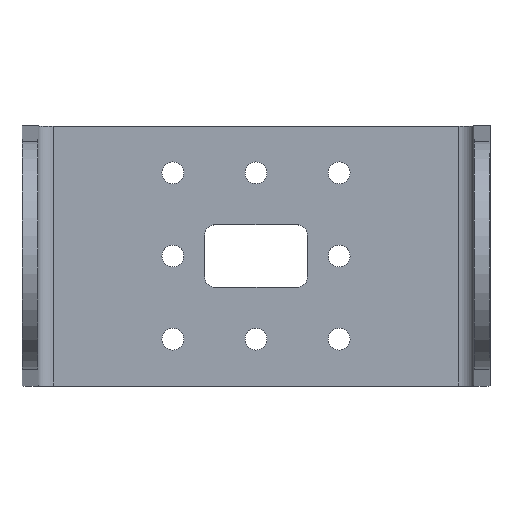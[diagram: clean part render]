
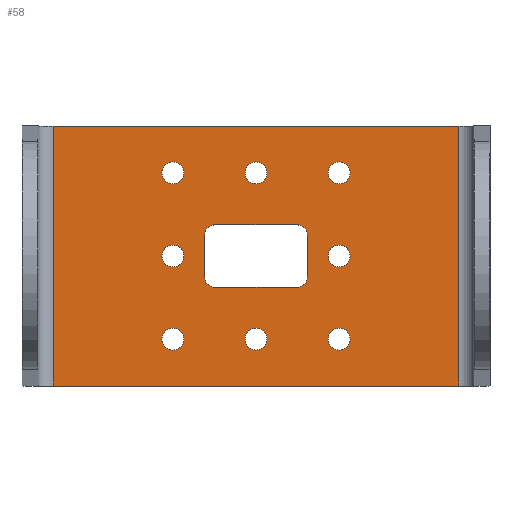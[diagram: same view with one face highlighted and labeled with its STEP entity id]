
A CAD part, top view. The second image highlights one B-rep face of the part: STEP entity #58.
In plain terms, the highlighted planar face has unit normal (0, 0, 1).
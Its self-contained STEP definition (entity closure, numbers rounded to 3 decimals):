
#58=ADVANCED_FACE('',(#778,#780,#782,#784,#786,#788,#790,#792,#794,#796),#798,.T.);
#778=FACE_BOUND('',#779,.T.);
#779=EDGE_LOOP('',(#1506,#1507,#1508,#1509));
#780=FACE_BOUND('',#781,.T.);
#781=EDGE_LOOP('',(#1510,#1511,#1512,#1513,#1514,#1515,#1516,#1517));
#782=FACE_BOUND('',#783,.T.);
#783=EDGE_LOOP('',(#1518));
#784=FACE_BOUND('',#785,.T.);
#785=EDGE_LOOP('',(#1519));
#786=FACE_BOUND('',#787,.T.);
#787=EDGE_LOOP('',(#1520));
#788=FACE_BOUND('',#789,.T.);
#789=EDGE_LOOP('',(#1521));
#790=FACE_BOUND('',#791,.T.);
#791=EDGE_LOOP('',(#1522));
#792=FACE_BOUND('',#793,.T.);
#793=EDGE_LOOP('',(#1523));
#794=FACE_BOUND('',#795,.T.);
#795=EDGE_LOOP('',(#1524));
#796=FACE_BOUND('',#797,.T.);
#797=EDGE_LOOP('',(#1525));
#798=PLANE('',#799);
#799=AXIS2_PLACEMENT_3D('',#800,#801,#802);
#800=CARTESIAN_POINT('',(0.,0.,1.5));
#801=DIRECTION('',(0.,0.,1.));
#802=DIRECTION('',(1.,0.,0.));
#1506=ORIENTED_EDGE('',*,*,#1890,.T.);
#1507=ORIENTED_EDGE('',*,*,#1891,.T.);
#1508=ORIENTED_EDGE('',*,*,#1892,.F.);
#1509=ORIENTED_EDGE('',*,*,#1893,.T.);
#1510=ORIENTED_EDGE('',*,*,#1894,.T.);
#1511=ORIENTED_EDGE('',*,*,#1895,.T.);
#1512=ORIENTED_EDGE('',*,*,#1896,.T.);
#1513=ORIENTED_EDGE('',*,*,#1897,.T.);
#1514=ORIENTED_EDGE('',*,*,#1898,.T.);
#1515=ORIENTED_EDGE('',*,*,#1899,.T.);
#1516=ORIENTED_EDGE('',*,*,#1900,.T.);
#1517=ORIENTED_EDGE('',*,*,#1901,.T.);
#1518=ORIENTED_EDGE('',*,*,#1902,.T.);
#1519=ORIENTED_EDGE('',*,*,#1903,.T.);
#1520=ORIENTED_EDGE('',*,*,#1904,.T.);
#1521=ORIENTED_EDGE('',*,*,#1905,.T.);
#1522=ORIENTED_EDGE('',*,*,#1906,.T.);
#1523=ORIENTED_EDGE('',*,*,#1907,.T.);
#1524=ORIENTED_EDGE('',*,*,#1908,.T.);
#1525=ORIENTED_EDGE('',*,*,#1909,.T.);
#1890=EDGE_CURVE('',#2082,#2083,#2084,.T.);
#1891=EDGE_CURVE('',#2083,#2085,#2086,.T.);
#1892=EDGE_CURVE('',#2087,#2085,#2088,.T.);
#1893=EDGE_CURVE('',#2087,#2082,#2089,.T.);
#1894=EDGE_CURVE('',#2090,#2091,#2092,.F.);
#1895=EDGE_CURVE('',#2091,#2093,#2094,.F.);
#1896=EDGE_CURVE('',#2093,#2095,#2096,.F.);
#1897=EDGE_CURVE('',#2095,#2097,#2098,.F.);
#1898=EDGE_CURVE('',#2097,#2099,#2100,.F.);
#1899=EDGE_CURVE('',#2099,#2101,#2102,.F.);
#1900=EDGE_CURVE('',#2101,#2103,#2104,.F.);
#1901=EDGE_CURVE('',#2103,#2090,#2105,.F.);
#1902=EDGE_CURVE('',#2106,#2106,#2107,.F.);
#1903=EDGE_CURVE('',#2108,#2108,#2109,.F.);
#1904=EDGE_CURVE('',#2110,#2110,#2111,.F.);
#1905=EDGE_CURVE('',#2112,#2112,#2113,.F.);
#1906=EDGE_CURVE('',#2114,#2114,#2115,.F.);
#1907=EDGE_CURVE('',#2116,#2116,#2117,.F.);
#1908=EDGE_CURVE('',#2118,#2118,#2119,.F.);
#1909=EDGE_CURVE('',#2120,#2120,#2121,.F.);
#2082=VERTEX_POINT('',#2414);
#2083=VERTEX_POINT('',#2415);
#2084=LINE('',#2416,#2417);
#2085=VERTEX_POINT('',#2419);
#2086=LINE('',#2420,#2421);
#2087=VERTEX_POINT('',#2423);
#2088=LINE('',#2424,#2425);
#2089=LINE('',#2427,#2428);
#2090=VERTEX_POINT('',#2430);
#2091=VERTEX_POINT('',#2431);
#2092=LINE('',#2432,#2433);
#2093=VERTEX_POINT('',#2435);
#2094=CIRCLE('',#2436,1.);
#2095=VERTEX_POINT('',#2440);
#2096=LINE('',#2441,#2442);
#2097=VERTEX_POINT('',#2444);
#2098=CIRCLE('',#2445,1.);
#2099=VERTEX_POINT('',#2449);
#2100=LINE('',#2450,#2451);
#2101=VERTEX_POINT('',#2453);
#2102=CIRCLE('',#2454,1.);
#2103=VERTEX_POINT('',#2458);
#2104=LINE('',#2459,#2460);
#2105=CIRCLE('',#2462,1.);
#2106=VERTEX_POINT('',#2466);
#2107=CIRCLE('',#2467,1.05);
#2108=VERTEX_POINT('',#2471);
#2109=CIRCLE('',#2472,1.05);
#2110=VERTEX_POINT('',#2476);
#2111=CIRCLE('',#2477,1.05);
#2112=VERTEX_POINT('',#2481);
#2113=CIRCLE('',#2482,1.05);
#2114=VERTEX_POINT('',#2486);
#2115=CIRCLE('',#2487,1.05);
#2116=VERTEX_POINT('',#2491);
#2117=CIRCLE('',#2492,1.05);
#2118=VERTEX_POINT('',#2496);
#2119=CIRCLE('',#2497,1.05);
#2120=VERTEX_POINT('',#2501);
#2121=CIRCLE('',#2502,1.05);
#2414=CARTESIAN_POINT('',(19.5,-12.5,1.5));
#2415=CARTESIAN_POINT('',(19.5,12.5,1.5));
#2416=CARTESIAN_POINT('',(19.5,-12.5,1.5));
#2417=VECTOR('',#2418,1.);
#2418=DIRECTION('',(0.,1.,0.));
#2419=CARTESIAN_POINT('',(-19.5,12.5,1.5));
#2420=CARTESIAN_POINT('',(19.5,12.5,1.5));
#2421=VECTOR('',#2422,1.);
#2422=DIRECTION('',(-1.,0.,0.));
#2423=CARTESIAN_POINT('',(-19.5,-12.5,1.5));
#2424=CARTESIAN_POINT('',(-19.5,-12.5,1.5));
#2425=VECTOR('',#2426,1.);
#2426=DIRECTION('',(0.,1.,0.));
#2427=CARTESIAN_POINT('',(-19.5,-12.5,1.5));
#2428=VECTOR('',#2429,1.);
#2429=DIRECTION('',(1.,0.,0.));
#2430=CARTESIAN_POINT('',(4.95,2.,1.5));
#2431=CARTESIAN_POINT('',(4.95,-2.,1.5));
#2432=CARTESIAN_POINT('',(4.95,-2.,1.5));
#2433=VECTOR('',#2434,1.);
#2434=DIRECTION('',(0.,1.,0.));
#2435=CARTESIAN_POINT('',(3.95,-3.,1.5));
#2436=AXIS2_PLACEMENT_3D('',#2437,#2438,#2439);
#2437=CARTESIAN_POINT('',(3.95,-2.,1.5));
#2438=DIRECTION('',(-0.,0.,1.));
#2439=DIRECTION('',(0.,-1.,0.));
#2440=CARTESIAN_POINT('',(-3.95,-3.,1.5));
#2441=CARTESIAN_POINT('',(-3.95,-3.,1.5));
#2442=VECTOR('',#2443,1.);
#2443=DIRECTION('',(1.,0.,0.));
#2444=CARTESIAN_POINT('',(-4.95,-2.,1.5));
#2445=AXIS2_PLACEMENT_3D('',#2446,#2447,#2448);
#2446=CARTESIAN_POINT('',(-3.95,-2.,1.5));
#2447=DIRECTION('',(0.,-0.,1.));
#2448=DIRECTION('',(-1.,0.,0.));
#2449=CARTESIAN_POINT('',(-4.95,2.,1.5));
#2450=CARTESIAN_POINT('',(-4.95,2.,1.5));
#2451=VECTOR('',#2452,1.);
#2452=DIRECTION('',(0.,-1.,0.));
#2453=CARTESIAN_POINT('',(-3.95,3.,1.5));
#2454=AXIS2_PLACEMENT_3D('',#2455,#2456,#2457);
#2455=CARTESIAN_POINT('',(-3.95,2.,1.5));
#2456=DIRECTION('',(0.,-0.,1.));
#2457=DIRECTION('',(0.,1.,0.));
#2458=CARTESIAN_POINT('',(3.95,3.,1.5));
#2459=CARTESIAN_POINT('',(3.95,3.,1.5));
#2460=VECTOR('',#2461,1.);
#2461=DIRECTION('',(-1.,0.,0.));
#2462=AXIS2_PLACEMENT_3D('',#2463,#2464,#2465);
#2463=CARTESIAN_POINT('',(3.95,2.,1.5));
#2464=DIRECTION('',(0.,0.,1.));
#2465=DIRECTION('',(1.,0.,0.));
#2466=CARTESIAN_POINT('',(9.05,8.,1.5));
#2467=AXIS2_PLACEMENT_3D('',#2468,#2469,#2470);
#2468=CARTESIAN_POINT('',(8.,8.,1.5));
#2469=DIRECTION('',(0.,0.,1.));
#2470=DIRECTION('',(1.,0.,0.));
#2471=CARTESIAN_POINT('',(9.05,-8.,1.5));
#2472=AXIS2_PLACEMENT_3D('',#2473,#2474,#2475);
#2473=CARTESIAN_POINT('',(8.,-8.,1.5));
#2474=DIRECTION('',(0.,0.,1.));
#2475=DIRECTION('',(1.,0.,0.));
#2476=CARTESIAN_POINT('',(-6.95,8.,1.5));
#2477=AXIS2_PLACEMENT_3D('',#2478,#2479,#2480);
#2478=CARTESIAN_POINT('',(-8.,8.,1.5));
#2479=DIRECTION('',(0.,0.,1.));
#2480=DIRECTION('',(1.,0.,0.));
#2481=CARTESIAN_POINT('',(-6.95,-8.,1.5));
#2482=AXIS2_PLACEMENT_3D('',#2483,#2484,#2485);
#2483=CARTESIAN_POINT('',(-8.,-8.,1.5));
#2484=DIRECTION('',(0.,0.,1.));
#2485=DIRECTION('',(1.,0.,0.));
#2486=CARTESIAN_POINT('',(1.05,-8.,1.5));
#2487=AXIS2_PLACEMENT_3D('',#2488,#2489,#2490);
#2488=CARTESIAN_POINT('',(0.,-8.,1.5));
#2489=DIRECTION('',(0.,0.,1.));
#2490=DIRECTION('',(1.,0.,0.));
#2491=CARTESIAN_POINT('',(1.05,8.,1.5));
#2492=AXIS2_PLACEMENT_3D('',#2493,#2494,#2495);
#2493=CARTESIAN_POINT('',(0.,8.,1.5));
#2494=DIRECTION('',(0.,0.,1.));
#2495=DIRECTION('',(1.,0.,0.));
#2496=CARTESIAN_POINT('',(-6.95,0.,1.5));
#2497=AXIS2_PLACEMENT_3D('',#2498,#2499,#2500);
#2498=CARTESIAN_POINT('',(-8.,0.,1.5));
#2499=DIRECTION('',(0.,0.,1.));
#2500=DIRECTION('',(1.,0.,0.));
#2501=CARTESIAN_POINT('',(9.05,0.,1.5));
#2502=AXIS2_PLACEMENT_3D('',#2503,#2504,#2505);
#2503=CARTESIAN_POINT('',(8.,0.,1.5));
#2504=DIRECTION('',(0.,0.,1.));
#2505=DIRECTION('',(1.,0.,0.));
